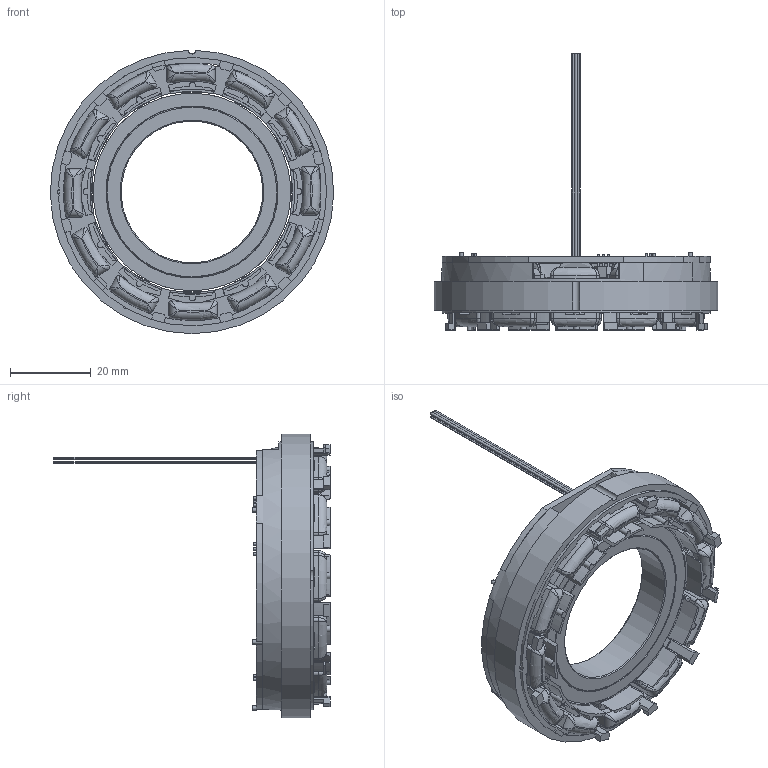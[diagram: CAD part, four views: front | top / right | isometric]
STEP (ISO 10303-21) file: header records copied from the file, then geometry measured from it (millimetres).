
FILE_DESCRIPTION(/* description */ (''),/* implementation_level */ '2;1');
FILE_NAME(/* name */ 'FL070CH007.stp',/* time_stamp */ '2024-05-07T15:56:40-07:00',/* author */ ('Harryle'),/* organization */ (''),/* preprocessor_version */ 'ST-DEVELOPER v19.2',/* originating_system */ 'Autodesk Inventor 2023',/* authorisation */ '');
FILE_SCHEMA (('AUTOMOTIVE_DESIGN { 1 0 10303 214 3 1 1 }'));
Length unit declared in the file: inch
Products named in the file (10): 4611130002341; 4613102500036; 70BL-INS2; 70BL-INSULATE; PCB; HALL; WOUND; 4613107300278; 4613106300001; 4693221500022
Assembly tree (22 placements, depth 3):
  4611130002341
    4613102500036
    70BL-INS2
    70BL-INSULATE
    PCB
    HALL  x3
    WOUND  x12
    4613107300278
      4613106300001
      4693221500022
Bounding box: 69.99 x 68.21 x 69.99 mm (x, y, z)
Volume: 27508.2 mm3; surface area: 37266.7 mm2
Topology: 21 solids, 21 shells, 1647 faces, 4429 edges, 2830 vertices
Faces by surface type: plane 806, cylinder 693, bspline 96, torus 48, cone 4
Full cylindrical faces by diameter (mm): 0.4 x1, 0.6 x9, 0.65 x1, 0.8 x9, 1.034 x5, 1.499 x6, 35.001 x1, 42.164 x1, 42.418 x2, 42.494 x1, 50 x1
Entity records: 45390 total; most frequent: CARTESIAN_POINT 9796, DIRECTION 7543, ORIENTED_EDGE 7430, EDGE_CURVE 3715, AXIS2_PLACEMENT_3D 2602, VERTEX_POINT 2441, LINE 2339, VECTOR 2339
